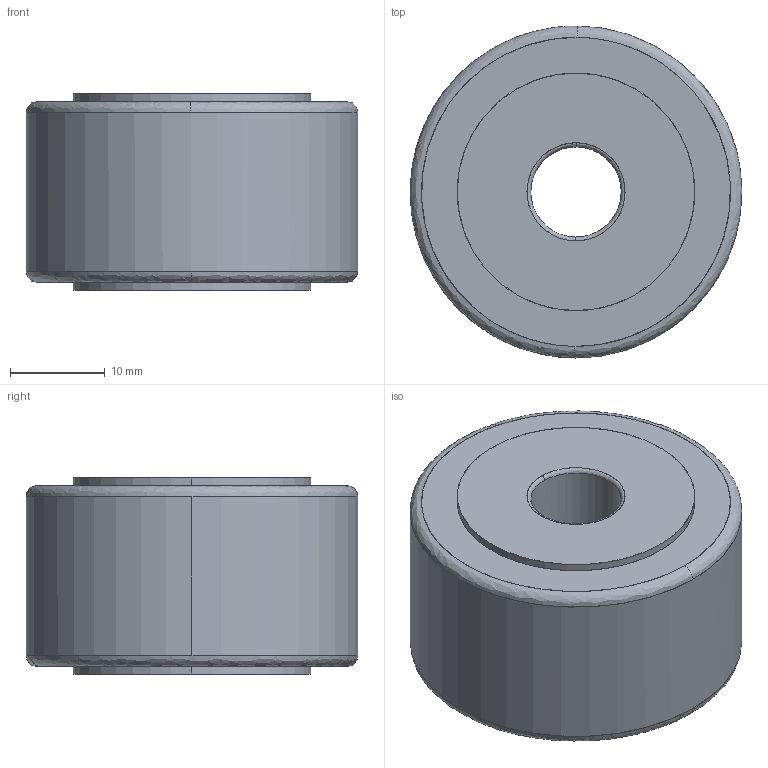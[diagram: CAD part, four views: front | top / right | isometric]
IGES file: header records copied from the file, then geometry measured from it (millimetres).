
Start section: SolidWorks IGES file using analytic representation for surfaces
Global section: file name: CYDEFAU11011645402637.igs; native system: SolidWorks 2010; preprocessor: SolidWorks 2010; author: partstream; date: 101101.164537; units: millimetre
Bounding box: 34.92 x 34.92 x 20.64 mm (x, y, z)
Surface area: 4495.1 mm2 (no closed solid volume)
Topology: 0 solids, 0 shells, 24 faces, 377 edges, 378 vertices
Faces by surface type: bspline 14, revolution 10
